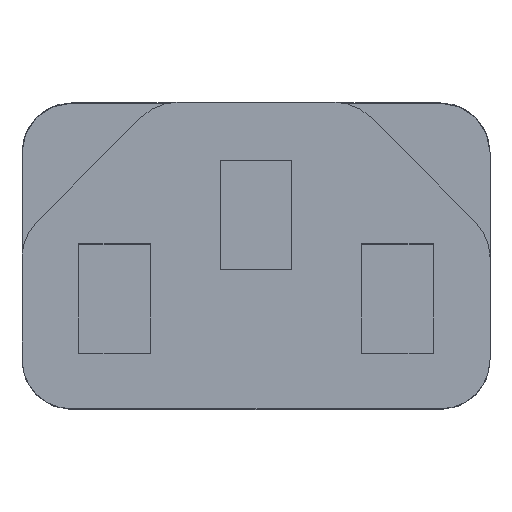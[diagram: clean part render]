
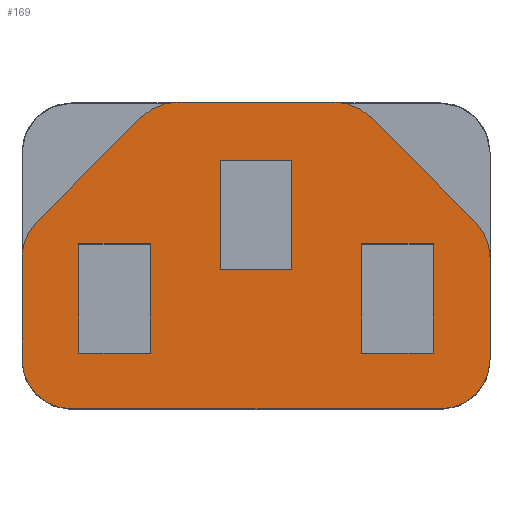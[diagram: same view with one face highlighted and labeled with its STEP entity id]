
A CAD part, top view. The second image highlights one B-rep face of the part: STEP entity #169.
In plain terms, the highlighted planar face has unit normal (0, 0, 1).
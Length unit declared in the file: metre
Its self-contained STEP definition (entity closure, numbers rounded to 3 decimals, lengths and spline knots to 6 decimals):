
#169=ADVANCED_FACE('0:153',(#408,#409,#410,#411),#412,.T.);
#408=FACE_BOUND('',#2276,.T.);
#409=FACE_BOUND('',#2277,.T.);
#410=FACE_BOUND('',#2278,.T.);
#411=FACE_OUTER_BOUND('',#2279,.T.);
#412=PLANE('',#2280);
#2276=EDGE_LOOP('',(#3806,#3807,#3808,#3809));
#2277=EDGE_LOOP('',(#3810,#3811,#3812,#3813));
#2278=EDGE_LOOP('',(#3814,#3815,#3816,#3817));
#2279=EDGE_LOOP('',(#3818,#3819,#3820,#3821,#3822,#3823,#3824,#3825,#3826,#3827,#3828,#3829));
#2280=AXIS2_PLACEMENT_3D('',#3830,#3831,#3832);
#3806=ORIENTED_EDGE('',*,*,#4687,.F.);
#3807=ORIENTED_EDGE('',*,*,#4688,.F.);
#3808=ORIENTED_EDGE('',*,*,#4689,.F.);
#3809=ORIENTED_EDGE('',*,*,#4670,.F.);
#3810=ORIENTED_EDGE('',*,*,#4690,.F.);
#3811=ORIENTED_EDGE('',*,*,#4691,.F.);
#3812=ORIENTED_EDGE('',*,*,#4692,.F.);
#3813=ORIENTED_EDGE('',*,*,#4693,.F.);
#3814=ORIENTED_EDGE('',*,*,#4694,.F.);
#3815=ORIENTED_EDGE('',*,*,#4683,.F.);
#3816=ORIENTED_EDGE('',*,*,#4695,.F.);
#3817=ORIENTED_EDGE('',*,*,#4696,.F.);
#3818=ORIENTED_EDGE('',*,*,#4697,.T.);
#3819=ORIENTED_EDGE('',*,*,#4698,.T.);
#3820=ORIENTED_EDGE('',*,*,#4699,.T.);
#3821=ORIENTED_EDGE('',*,*,#4700,.T.);
#3822=ORIENTED_EDGE('',*,*,#4701,.T.);
#3823=ORIENTED_EDGE('',*,*,#4702,.T.);
#3824=ORIENTED_EDGE('',*,*,#4703,.T.);
#3825=ORIENTED_EDGE('',*,*,#4704,.T.);
#3826=ORIENTED_EDGE('',*,*,#4705,.T.);
#3827=ORIENTED_EDGE('',*,*,#4706,.T.);
#3828=ORIENTED_EDGE('',*,*,#4707,.T.);
#3829=ORIENTED_EDGE('',*,*,#4708,.T.);
#3830=CARTESIAN_POINT('',(0.00925,0.007614,0.0185));
#3831=DIRECTION('',(0.0,0.0,1.0));
#3832=DIRECTION('',(1.0,0.0,-0.0));
#4670=EDGE_CURVE('',#5161,#5162,#5163,.T.);
#4683=EDGE_CURVE('',#5182,#5183,#5184,.T.);
#4687=EDGE_CURVE('',#5188,#5161,#5189,.T.);
#4688=EDGE_CURVE('',#5190,#5188,#5191,.T.);
#4689=EDGE_CURVE('',#5162,#5190,#5192,.T.);
#4690=EDGE_CURVE('',#5193,#5194,#5195,.T.);
#4691=EDGE_CURVE('',#5196,#5193,#5197,.T.);
#4692=EDGE_CURVE('',#5198,#5196,#5199,.T.);
#4693=EDGE_CURVE('',#5194,#5198,#5200,.T.);
#4694=EDGE_CURVE('',#5183,#5201,#5202,.T.);
#4695=EDGE_CURVE('',#5203,#5182,#5204,.T.);
#4696=EDGE_CURVE('',#5201,#5203,#5205,.T.);
#4697=EDGE_CURVE('',#5206,#5207,#5208,.T.);
#4698=EDGE_CURVE('',#5207,#5209,#5210,.T.);
#4699=EDGE_CURVE('',#5209,#5211,#5212,.T.);
#4700=EDGE_CURVE('',#5211,#5213,#5214,.T.);
#4701=EDGE_CURVE('',#5213,#5215,#5216,.T.);
#4702=EDGE_CURVE('',#5215,#5217,#5218,.T.);
#4703=EDGE_CURVE('',#5217,#5219,#5220,.T.);
#4704=EDGE_CURVE('',#5219,#5221,#5222,.T.);
#4705=EDGE_CURVE('',#5221,#5223,#5224,.T.);
#4706=EDGE_CURVE('',#5223,#5225,#5226,.T.);
#4707=EDGE_CURVE('',#5225,#5227,#5228,.T.);
#4708=EDGE_CURVE('',#5227,#5206,#5229,.T.);
#5161=VERTEX_POINT('',#6591);
#5162=VERTEX_POINT('',#6592);
#5163=LINE('',#6593,#6594);
#5182=VERTEX_POINT('',#6622);
#5183=VERTEX_POINT('',#6623);
#5184=LINE('',#6624,#6625);
#5188=VERTEX_POINT('',#6631);
#5189=LINE('',#6632,#6633);
#5190=VERTEX_POINT('',#6634);
#5191=LINE('',#6635,#6636);
#5192=LINE('',#6637,#6638);
#5193=VERTEX_POINT('',#6639);
#5194=VERTEX_POINT('',#6640);
#5195=LINE('',#6641,#6642);
#5196=VERTEX_POINT('',#6643);
#5197=LINE('',#6644,#6645);
#5198=VERTEX_POINT('',#6646);
#5199=LINE('',#6647,#6648);
#5200=LINE('',#6649,#6650);
#5201=VERTEX_POINT('',#6651);
#5202=LINE('',#6652,#6653);
#5203=VERTEX_POINT('',#6654);
#5204=LINE('',#6655,#6656);
#5205=LINE('',#6657,#6658);
#5206=VERTEX_POINT('',#6659);
#5207=VERTEX_POINT('',#6660);
#5208=LINE('',#6661,#6662);
#5209=VERTEX_POINT('',#6663);
#5210=CIRCLE('',#6664,0.0025);
#5211=VERTEX_POINT('',#6665);
#5212=LINE('',#6666,#6667);
#5213=VERTEX_POINT('',#6668);
#5214=CIRCLE('',#6669,0.0025);
#5215=VERTEX_POINT('',#6670);
#5216=LINE('',#6671,#6672);
#5217=VERTEX_POINT('',#6673);
#5218=CIRCLE('',#6674,0.0025);
#5219=VERTEX_POINT('',#6675);
#5220=LINE('',#6676,#6677);
#5221=VERTEX_POINT('',#6678);
#5222=CIRCLE('',#6679,0.0025);
#5223=VERTEX_POINT('',#6680);
#5224=LINE('',#6681,#6682);
#5225=VERTEX_POINT('',#6683);
#5226=CIRCLE('',#6684,0.0025);
#5227=VERTEX_POINT('',#6685);
#5228=LINE('',#6686,#6687);
#5229=CIRCLE('',#6688,0.0025);
#6591=CARTESIAN_POINT('',(-0.0089,0.0028,0.0185));
#6592=CARTESIAN_POINT('',(-0.0053,0.0028,0.0185));
#6593=CARTESIAN_POINT('',(-0.0053,0.0028,0.0185));
#6594=VECTOR('',#7567,1.0);
#6622=CARTESIAN_POINT('',(-0.0018,0.007,0.0185));
#6623=CARTESIAN_POINT('',(0.0018,0.007,0.0185));
#6624=CARTESIAN_POINT('',(-0.0018,0.007,0.0185));
#6625=VECTOR('',#7577,1.0);
#6631=CARTESIAN_POINT('',(-0.0089,0.0083,0.0185));
#6632=CARTESIAN_POINT('',(-0.0089,0.0028,0.0185));
#6633=VECTOR('',#7580,1.0);
#6634=CARTESIAN_POINT('',(-0.0053,0.0083,0.0185));
#6635=CARTESIAN_POINT('',(-0.0053,0.0083,0.0185));
#6636=VECTOR('',#7581,1.0);
#6637=CARTESIAN_POINT('',(-0.0053,0.0028,0.0185));
#6638=VECTOR('',#7582,1.0);
#6639=CARTESIAN_POINT('',(0.0089,0.0028,0.0185));
#6640=CARTESIAN_POINT('',(0.0089,0.0083,0.0185));
#6641=CARTESIAN_POINT('',(0.0089,0.0028,0.0185));
#6642=VECTOR('',#7583,1.0);
#6643=CARTESIAN_POINT('',(0.0053,0.0028,0.0185));
#6644=CARTESIAN_POINT('',(0.0053,0.0028,0.0185));
#6645=VECTOR('',#7584,1.0);
#6646=CARTESIAN_POINT('',(0.0053,0.0083,0.0185));
#6647=CARTESIAN_POINT('',(0.0053,0.0028,0.0185));
#6648=VECTOR('',#7585,1.0);
#6649=CARTESIAN_POINT('',(0.0053,0.0083,0.0185));
#6650=VECTOR('',#7586,1.0);
#6651=CARTESIAN_POINT('',(0.0018,0.0125,0.0185));
#6652=CARTESIAN_POINT('',(0.0018,0.0125,0.0185));
#6653=VECTOR('',#7587,1.0);
#6654=CARTESIAN_POINT('',(-0.0018,0.0125,0.0185));
#6655=CARTESIAN_POINT('',(-0.0018,0.0125,0.0185));
#6656=VECTOR('',#7588,1.0);
#6657=CARTESIAN_POINT('',(-0.0018,0.0125,0.0185));
#6658=VECTOR('',#7589,1.0);
#6659=CARTESIAN_POINT('',(-0.01175,0.007614,0.0185));
#6660=CARTESIAN_POINT('',(-0.01175,0.0025,0.0185));
#6661=CARTESIAN_POINT('',(-0.01175,0.007614,0.0185));
#6662=VECTOR('',#7590,1.0);
#6663=CARTESIAN_POINT('',(-0.00925,0.,0.0185));
#6664=AXIS2_PLACEMENT_3D('',#7591,#7592,#7593);
#6665=CARTESIAN_POINT('',(0.00925,0.,0.0185));
#6666=CARTESIAN_POINT('',(-0.01175,0.,0.0185));
#6667=VECTOR('',#7594,1.0);
#6668=CARTESIAN_POINT('',(0.01175,0.0025,0.0185));
#6669=AXIS2_PLACEMENT_3D('',#7595,#7596,#7597);
#6670=CARTESIAN_POINT('',(0.01175,0.007614,0.0185));
#6671=CARTESIAN_POINT('',(0.01175,0.,0.0185));
#6672=VECTOR('',#7598,1.0);
#6673=CARTESIAN_POINT('',(0.011018,0.009382,0.0185));
#6674=AXIS2_PLACEMENT_3D('',#7599,#7600,#7601);
#6675=CARTESIAN_POINT('',(0.005732,0.014668,0.0185));
#6676=CARTESIAN_POINT('',(0.011018,0.009382,0.0185));
#6677=VECTOR('',#7602,1.0);
#6678=CARTESIAN_POINT('',(0.003964,0.0154,0.0185));
#6679=AXIS2_PLACEMENT_3D('',#7603,#7604,#7605);
#6680=CARTESIAN_POINT('',(-0.003964,0.0154,0.0185));
#6681=CARTESIAN_POINT('',(0.003964,0.0154,0.0185));
#6682=VECTOR('',#7606,1.0);
#6683=CARTESIAN_POINT('',(-0.005732,0.014668,0.0185));
#6684=AXIS2_PLACEMENT_3D('',#7607,#7608,#7609);
#6685=CARTESIAN_POINT('',(-0.011018,0.009382,0.0185));
#6686=CARTESIAN_POINT('',(-0.005732,0.014668,0.0185));
#6687=VECTOR('',#7610,1.0);
#6688=AXIS2_PLACEMENT_3D('',#7611,#7612,#7613);
#7567=DIRECTION('',(1.0,-0.0,-0.0));
#7577=DIRECTION('',(1.0,0.0,0.0));
#7580=DIRECTION('',(-0.0,-1.0,-0.0));
#7581=DIRECTION('',(-1.0,0.0,0.0));
#7582=DIRECTION('',(0.0,1.0,0.0));
#7583=DIRECTION('',(0.0,1.0,0.0));
#7584=DIRECTION('',(1.0,0.0,0.0));
#7585=DIRECTION('',(-0.0,-1.0,-0.0));
#7586=DIRECTION('',(-1.0,-0.0,-0.0));
#7587=DIRECTION('',(-0.0,1.0,-0.0));
#7588=DIRECTION('',(0.,-1.0,0.0));
#7589=DIRECTION('',(-1.0,-0.0,-0.0));
#7590=DIRECTION('',(0.,-1.0,0.0));
#7591=CARTESIAN_POINT('',(-0.00925,0.0025,0.0185));
#7592=DIRECTION('',(0.0,0.0,1.0));
#7593=DIRECTION('',(1.0,0.0,-0.0));
#7594=DIRECTION('',(1.0,0.,0.0));
#7595=CARTESIAN_POINT('',(0.00925,0.0025,0.0185));
#7596=DIRECTION('',(0.0,0.0,1.0));
#7597=DIRECTION('',(1.0,0.0,-0.0));
#7598=DIRECTION('',(0.,1.0,0.0));
#7599=CARTESIAN_POINT('',(0.00925,0.007614,0.0185));
#7600=DIRECTION('',(0.0,0.0,1.0));
#7601=DIRECTION('',(1.0,0.0,-0.0));
#7602=DIRECTION('',(-0.707,0.707,0.0));
#7603=CARTESIAN_POINT('',(0.003964,0.0129,0.0185));
#7604=DIRECTION('',(0.0,0.0,1.0));
#7605=DIRECTION('',(1.0,0.0,-0.0));
#7606=DIRECTION('',(-1.0,0.,0.0));
#7607=CARTESIAN_POINT('',(-0.003964,0.0129,0.0185));
#7608=DIRECTION('',(0.0,0.0,1.0));
#7609=DIRECTION('',(1.0,0.0,-0.0));
#7610=DIRECTION('',(-0.707,-0.707,0.0));
#7611=CARTESIAN_POINT('',(-0.00925,0.007614,0.0185));
#7612=DIRECTION('',(0.0,0.0,1.0));
#7613=DIRECTION('',(1.0,0.0,-0.0));
